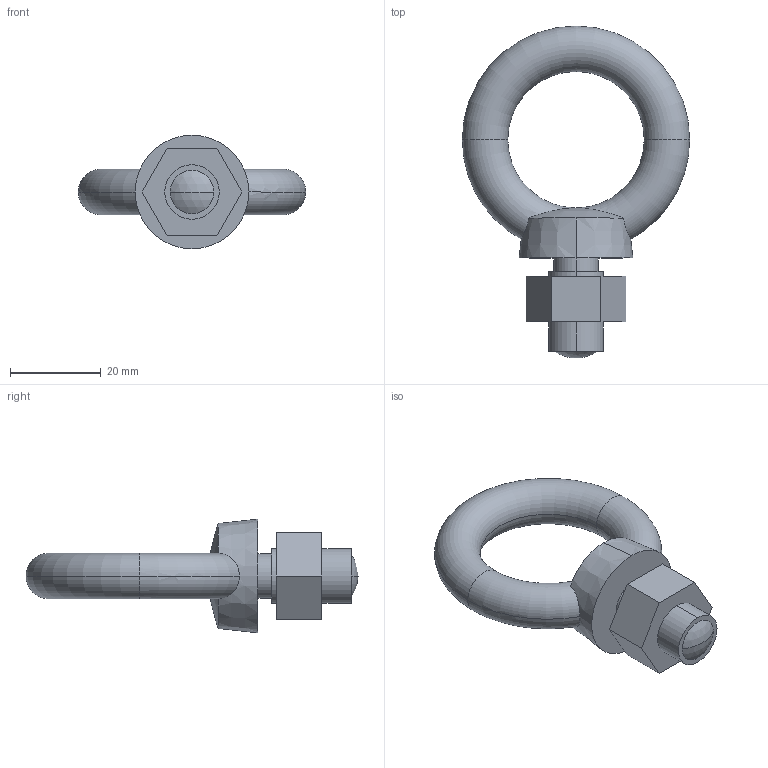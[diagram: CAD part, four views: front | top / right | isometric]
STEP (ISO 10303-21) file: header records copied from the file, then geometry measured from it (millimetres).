
FILE_DESCRIPTION (( 'STEP AP203' ), '1' );
FILE_NAME ('B-1130-12.STEP', '2009-10-02T05:32:06', ( ' ' ), ( ' ' ), 'SwSTEP 2.0', 'SolidWorks 2007', '' );
FILE_SCHEMA (( 'CONFIG_CONTROL_DESIGN' ));
Length unit declared in the file: millimetre
Products named in the file (3): B-1130-12; B-1130-12__蹬怮椔; B-1130-12六角ナットM12__ﾃﾞﾌｫﾙﾄ
Assembly tree (2 placements, depth 2):
  B-1130-12
    B-1130-12六角ナットM12__ﾃﾞﾌｫﾙﾄ
    B-1130-12__蹬怮椔
Bounding box: 50 x 73 x 25 mm (x, y, z)
Volume: 17016.2 mm3; surface area: 7023.2 mm2
Topology: 2 solids, 2 shells, 31 faces, 70 edges, 44 vertices
Faces by surface type: plane 11, cylinder 6, torus 6, cone 4, sphere 4
Entity records: 1309 total; most frequent: CARTESIAN_POINT 288, DIRECTION 168, ORIENTED_EDGE 140, EDGE_CURVE 70, AXIS2_PLACEMENT_3D 70, VERTEX_POINT 44, EDGE_LOOP 36, CIRCLE 34
